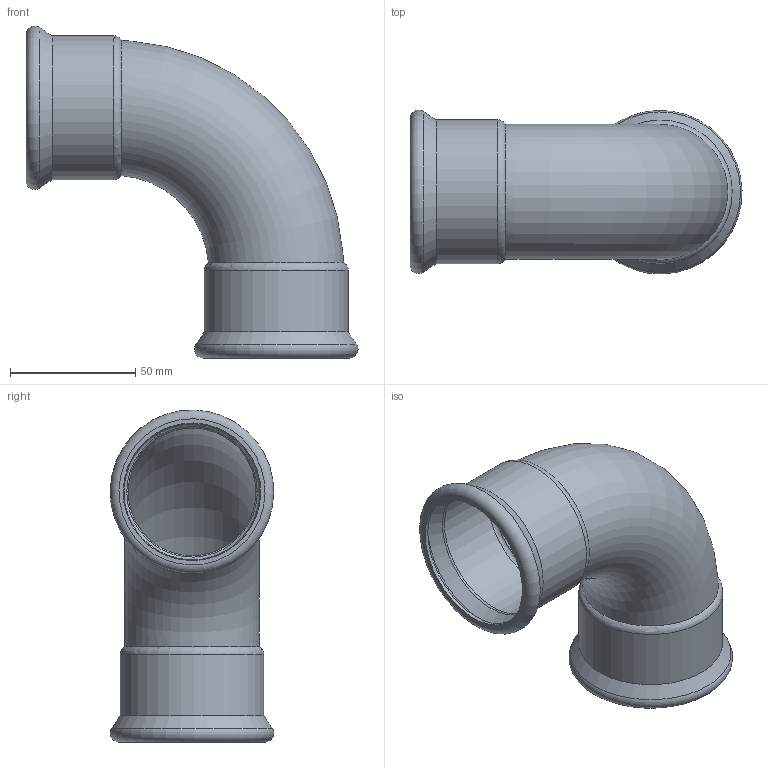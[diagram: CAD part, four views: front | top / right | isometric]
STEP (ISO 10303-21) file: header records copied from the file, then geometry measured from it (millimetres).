
FILE_DESCRIPTION(/* description */ (''),/* implementation_level */ '2;1');
FILE_NAME(/* name */ '41108.stp',/* time_stamp */ '2023-09-08T10:47:57+02:00',/* author */ ('JANAN'),/* organization */ (''),/* preprocessor_version */ 'ST-DEVELOPER v19.2',/* originating_system */ 'Autodesk Inventor 2023',/* authorisation */ '');
FILE_SCHEMA (('AUTOMOTIVE_DESIGN { 1 0 10303 214 3 1 1 }'));
Length unit declared in the file: millimetre
Products named in the file (1): tmpF8FF.tmp
Bounding box: 132.68 x 65.36 x 132.68 mm (x, y, z)
Volume: 46907.9 mm3; surface area: 62740.2 mm2
Topology: 1 solids, 1 shells, 34 faces, 76 edges, 46 vertices
Faces by surface type: torus 12, bspline 8, cylinder 6, cone 4, plane 4
Full cylindrical faces by diameter (mm): 54.4 x2, 55 x2, 57.5 x2
Entity records: 1903 total; most frequent: CARTESIAN_POINT 1119, ORIENTED_EDGE 152, DIRECTION 136, EDGE_CURVE 76, AXIS2_PLACEMENT_3D 63, VERTEX_POINT 46, EDGE_LOOP 38, STYLED_ITEM 35
